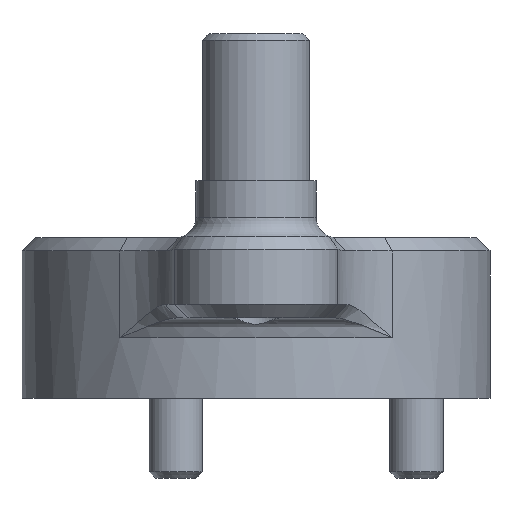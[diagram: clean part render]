
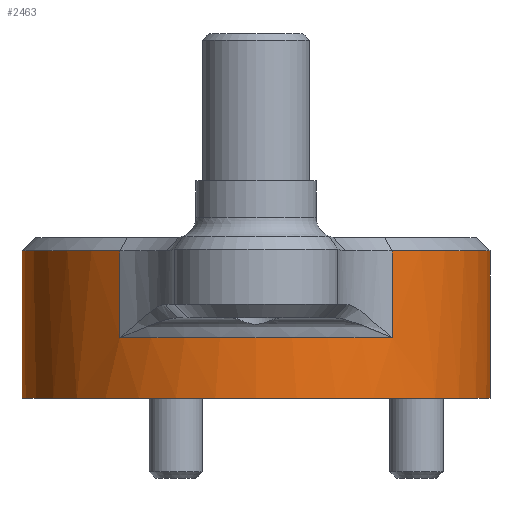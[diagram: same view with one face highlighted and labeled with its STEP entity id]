
A CAD part, front view. The second image highlights one B-rep face of the part: STEP entity #2463.
In plain terms, the highlighted cylindrical face has radius 17.5 mm (diameter 35 mm), a partial arc.
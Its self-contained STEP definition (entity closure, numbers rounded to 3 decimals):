
#118 = CIRCLE ( 'NONE', #2397, 17.5 ) ;
#203 = DIRECTION ( 'NONE',  ( 1., 0., 0. ) ) ;
#244 = VECTOR ( 'NONE', #3289, 1000. ) ;
#380 = CARTESIAN_POINT ( 'NONE',  ( 10.185, -14.231, 11. ) ) ;
#631 = CARTESIAN_POINT ( 'NONE',  ( -10.185, -14.231, 4.5 ) ) ;
#738 = CYLINDRICAL_SURFACE ( 'NONE', #952, 17.5 ) ;
#836 = VERTEX_POINT ( 'NONE', #1111 ) ;
#899 = CIRCLE ( 'NONE', #2921, 17.5 ) ;
#952 = AXIS2_PLACEMENT_3D ( 'NONE', #1634, #3512, #1997 ) ;
#974 = VERTEX_POINT ( 'NONE', #2089 ) ;
#1019 = FACE_OUTER_BOUND ( 'NONE', #2234, .T. ) ;
#1023 = VECTOR ( 'NONE', #2291, 1000. ) ;
#1039 = CARTESIAN_POINT ( 'NONE',  ( -10.185, -14.231, 8. ) ) ;
#1111 = CARTESIAN_POINT ( 'NONE',  ( 10.185, -14.231, 4.5 ) ) ;
#1120 = DIRECTION ( 'NONE',  ( 1., 0., 0. ) ) ;
#1148 = CARTESIAN_POINT ( 'NONE',  ( 17.5, 0., 0. ) ) ;
#1159 = VECTOR ( 'NONE', #1464, 1000. ) ;
#1304 = DIRECTION ( 'NONE',  ( 0., 0., -1. ) ) ;
#1390 = EDGE_CURVE ( 'NONE', #3550, #3287, #2639, .T. ) ;
#1464 = DIRECTION ( 'NONE',  ( 0., 0., -1. ) ) ;
#1634 = CARTESIAN_POINT ( 'NONE',  ( 0., 0., 8. ) ) ;
#1692 = CARTESIAN_POINT ( 'NONE',  ( 17.5, 0., 11. ) ) ;
#1762 = EDGE_CURVE ( 'NONE', #2898, #974, #3112, .T. ) ;
#1769 = DIRECTION ( 'NONE',  ( 0., 0., -1. ) ) ;
#1842 = ORIENTED_EDGE ( 'NONE', *, *, #2487, .T. ) ;
#1871 = CIRCLE ( 'NONE', #2127, 17.5 ) ;
#1904 = ORIENTED_EDGE ( 'NONE', *, *, #3955, .T. ) ;
#1995 = ORIENTED_EDGE ( 'NONE', *, *, #2507, .T. ) ;
#1997 = DIRECTION ( 'NONE',  ( -1., 0., 0. ) ) ;
#2019 = CARTESIAN_POINT ( 'NONE',  ( -17.5, 0., 0. ) ) ;
#2028 = VERTEX_POINT ( 'NONE', #2019 ) ;
#2041 = CARTESIAN_POINT ( 'NONE',  ( 17.5, 0., 8. ) ) ;
#2079 = CARTESIAN_POINT ( 'NONE',  ( -17.5, 0., 8. ) ) ;
#2089 = CARTESIAN_POINT ( 'NONE',  ( -17.5, 0., 11. ) ) ;
#2127 = AXIS2_PLACEMENT_3D ( 'NONE', #3320, #3605, #203 ) ;
#2146 = ORIENTED_EDGE ( 'NONE', *, *, #3059, .T. ) ;
#2153 = VERTEX_POINT ( 'NONE', #380 ) ;
#2234 = EDGE_LOOP ( 'NONE', ( #2965, #3963, #2146, #2277, #1842, #3723, #1904, #1995 ) ) ;
#2242 = CARTESIAN_POINT ( 'NONE',  ( 0., 0., 4.5 ) ) ;
#2277 = ORIENTED_EDGE ( 'NONE', *, *, #2981, .T. ) ;
#2291 = DIRECTION ( 'NONE',  ( 0., 0., 1. ) ) ;
#2330 = LINE ( 'NONE', #2079, #1159 ) ;
#2379 = LINE ( 'NONE', #2670, #244 ) ;
#2397 = AXIS2_PLACEMENT_3D ( 'NONE', #2242, #1304, #3151 ) ;
#2457 = DIRECTION ( 'NONE',  ( 1., 0., 0. ) ) ;
#2463 = ADVANCED_FACE ( 'NONE', ( #1019 ), #738, .T. ) ;
#2487 = EDGE_CURVE ( 'NONE', #3752, #2898, #2595, .T. ) ;
#2507 = EDGE_CURVE ( 'NONE', #2028, #3287, #1871, .T. ) ;
#2595 = LINE ( 'NONE', #1039, #1023 ) ;
#2639 = LINE ( 'NONE', #2041, #2847 ) ;
#2670 = CARTESIAN_POINT ( 'NONE',  ( 10.185, -14.231, 8. ) ) ;
#2673 = CARTESIAN_POINT ( 'NONE',  ( 0., 0., 11. ) ) ;
#2728 = CARTESIAN_POINT ( 'NONE',  ( -10.185, -14.231, 11. ) ) ;
#2847 = VECTOR ( 'NONE', #2962, 1000. ) ;
#2898 = VERTEX_POINT ( 'NONE', #2728 ) ;
#2921 = AXIS2_PLACEMENT_3D ( 'NONE', #2673, #3916, #1120 ) ;
#2962 = DIRECTION ( 'NONE',  ( 0., 0., -1. ) ) ;
#2965 = ORIENTED_EDGE ( 'NONE', *, *, #1390, .F. ) ;
#2981 = EDGE_CURVE ( 'NONE', #836, #3752, #118, .T. ) ;
#3059 = EDGE_CURVE ( 'NONE', #2153, #836, #2379, .T. ) ;
#3112 = CIRCLE ( 'NONE', #3895, 17.5 ) ;
#3151 = DIRECTION ( 'NONE',  ( -1., 0., 0. ) ) ;
#3287 = VERTEX_POINT ( 'NONE', #1148 ) ;
#3289 = DIRECTION ( 'NONE',  ( 0., 0., -1. ) ) ;
#3320 = CARTESIAN_POINT ( 'NONE',  ( 0., 0., 0. ) ) ;
#3512 = DIRECTION ( 'NONE',  ( 0., 0., -1. ) ) ;
#3550 = VERTEX_POINT ( 'NONE', #1692 ) ;
#3605 = DIRECTION ( 'NONE',  ( 0., 0., 1. ) ) ;
#3642 = CARTESIAN_POINT ( 'NONE',  ( 0., 0., 11. ) ) ;
#3677 = EDGE_CURVE ( 'NONE', #3550, #2153, #899, .T. ) ;
#3723 = ORIENTED_EDGE ( 'NONE', *, *, #1762, .T. ) ;
#3752 = VERTEX_POINT ( 'NONE', #631 ) ;
#3895 = AXIS2_PLACEMENT_3D ( 'NONE', #3642, #1769, #2457 ) ;
#3916 = DIRECTION ( 'NONE',  ( 0., 0., -1. ) ) ;
#3955 = EDGE_CURVE ( 'NONE', #974, #2028, #2330, .T. ) ;
#3963 = ORIENTED_EDGE ( 'NONE', *, *, #3677, .T. ) ;
